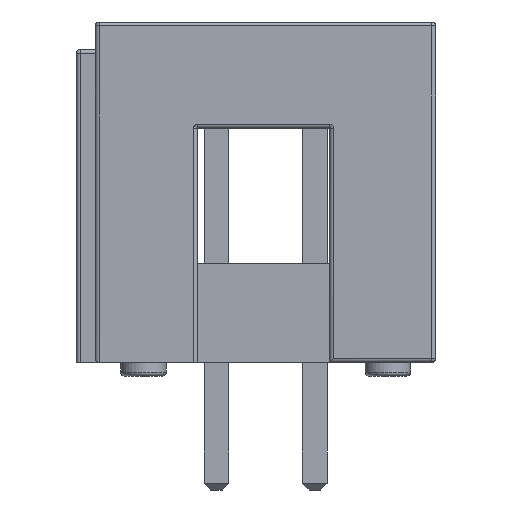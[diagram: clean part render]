
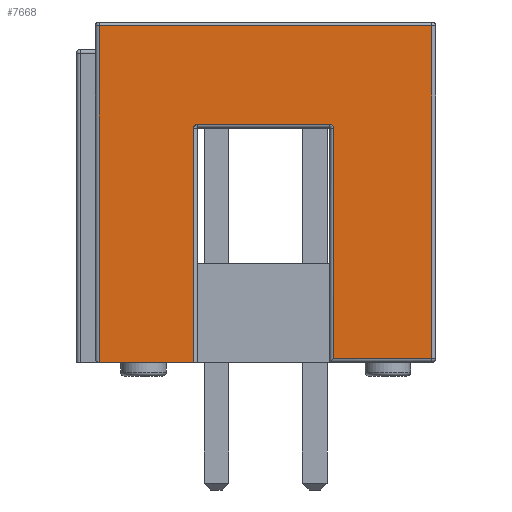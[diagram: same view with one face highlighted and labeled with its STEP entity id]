
A CAD part, left-side view. The second image highlights one B-rep face of the part: STEP entity #7668.
In plain terms, the highlighted planar face has unit normal (-1, 0, 0).
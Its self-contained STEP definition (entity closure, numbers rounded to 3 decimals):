
#115=CIRCLE('',#8024,0.1);
#116=CIRCLE('',#8025,0.1);
#1113=ORIENTED_EDGE('',*,*,#2190,.T.);
#1114=ORIENTED_EDGE('',*,*,#2191,.T.);
#1115=ORIENTED_EDGE('',*,*,#2192,.T.);
#1116=ORIENTED_EDGE('',*,*,#2193,.T.);
#1117=ORIENTED_EDGE('',*,*,#2194,.F.);
#1118=ORIENTED_EDGE('',*,*,#2195,.T.);
#1119=ORIENTED_EDGE('',*,*,#2196,.F.);
#1120=ORIENTED_EDGE('',*,*,#2197,.T.);
#1121=ORIENTED_EDGE('',*,*,#2198,.T.);
#1122=ORIENTED_EDGE('',*,*,#2199,.T.);
#2190=EDGE_CURVE('',#2749,#2750,#3352,.F.);
#2191=EDGE_CURVE('',#2750,#2751,#3353,.T.);
#2192=EDGE_CURVE('',#2751,#2752,#3354,.T.);
#2193=EDGE_CURVE('',#2752,#2753,#3355,.T.);
#2194=EDGE_CURVE('',#2754,#2753,#115,.F.);
#2195=EDGE_CURVE('',#2754,#2755,#3356,.T.);
#2196=EDGE_CURVE('',#2756,#2755,#116,.F.);
#2197=EDGE_CURVE('',#2756,#2757,#3357,.T.);
#2198=EDGE_CURVE('',#2757,#2758,#3358,.T.);
#2199=EDGE_CURVE('',#2758,#2749,#3359,.F.);
#2749=VERTEX_POINT('',#10821);
#2750=VERTEX_POINT('',#10822);
#2751=VERTEX_POINT('',#10824);
#2752=VERTEX_POINT('',#10826);
#2753=VERTEX_POINT('',#10828);
#2754=VERTEX_POINT('',#10830);
#2755=VERTEX_POINT('',#10832);
#2756=VERTEX_POINT('',#10834);
#2757=VERTEX_POINT('',#10836);
#2758=VERTEX_POINT('',#10838);
#3352=LINE('',#10820,#3988);
#3353=LINE('',#10823,#3989);
#3354=LINE('',#10825,#3990);
#3355=LINE('',#10827,#3991);
#3356=LINE('',#10831,#3992);
#3357=LINE('',#10835,#3993);
#3358=LINE('',#10837,#3994);
#3359=LINE('',#10839,#3995);
#3988=VECTOR('',#9195,1000.);
#3989=VECTOR('',#9196,1000.);
#3990=VECTOR('',#9197,1000.);
#3991=VECTOR('',#9198,1000.);
#3992=VECTOR('',#9201,1000.);
#3993=VECTOR('',#9204,1000.);
#3994=VECTOR('',#9205,1000.);
#3995=VECTOR('',#9206,1000.);
#4336=EDGE_LOOP('',(#1113,#1114,#1115,#1116,#1117,#1118,#1119,#1120,#1121,
#1122));
#4711=FACE_BOUND('',#4336,.T.);
#5074=PLANE('',#8023);
#7668=ADVANCED_FACE('',(#4711),#5074,.F.);
#8023=AXIS2_PLACEMENT_3D('',#10819,#9193,#9194);
#8024=AXIS2_PLACEMENT_3D('',#10829,#9199,#9200);
#8025=AXIS2_PLACEMENT_3D('',#10833,#9202,#9203);
#9193=DIRECTION('',(1.,0.,0.));
#9194=DIRECTION('',(0.,0.,-1.));
#9195=DIRECTION('',(0.,-1.,0.));
#9196=DIRECTION('',(0.,0.,-1.));
#9197=DIRECTION('',(0.,-1.,0.));
#9198=DIRECTION('',(0.,0.,1.));
#9199=DIRECTION('',(1.,0.,0.));
#9200=DIRECTION('',(0.,0.,-1.));
#9201=DIRECTION('',(0.,-1.,0.));
#9202=DIRECTION('',(1.,0.,0.));
#9203=DIRECTION('',(0.,0.,-1.));
#9204=DIRECTION('',(0.,0.,-1.));
#9205=DIRECTION('',(0.,-1.,0.));
#9206=DIRECTION('',(0.,0.,-1.));
#10819=CARTESIAN_POINT('',(-11.42,4.4,8.8));
#10820=CARTESIAN_POINT('',(-11.42,4.4,8.7));
#10821=CARTESIAN_POINT('',(-11.42,-4.3,8.7));
#10822=CARTESIAN_POINT('',(-11.42,4.3,8.7));
#10823=CARTESIAN_POINT('',(-11.42,4.3,8.8));
#10824=CARTESIAN_POINT('',(-11.42,4.3,0.));
#10825=CARTESIAN_POINT('',(-11.42,4.4,0.));
#10826=CARTESIAN_POINT('',(-11.42,1.86,0.));
#10827=CARTESIAN_POINT('',(-11.42,1.86,8.8));
#10828=CARTESIAN_POINT('',(-11.42,1.86,6.054));
#10829=CARTESIAN_POINT('',(-11.42,1.76,6.054));
#10830=CARTESIAN_POINT('',(-11.42,1.76,6.154));
#10831=CARTESIAN_POINT('',(-11.42,4.4,6.154));
#10832=CARTESIAN_POINT('',(-11.42,-1.657,6.154));
#10833=CARTESIAN_POINT('',(-11.42,-1.657,6.054));
#10834=CARTESIAN_POINT('',(-11.42,-1.757,6.054));
#10835=CARTESIAN_POINT('',(-11.42,-1.757,8.8));
#10836=CARTESIAN_POINT('',(-11.42,-1.757,0.1));
#10837=CARTESIAN_POINT('',(-11.42,4.4,0.1));
#10838=CARTESIAN_POINT('',(-11.42,-4.3,0.1));
#10839=CARTESIAN_POINT('',(-11.42,-4.3,8.8));
